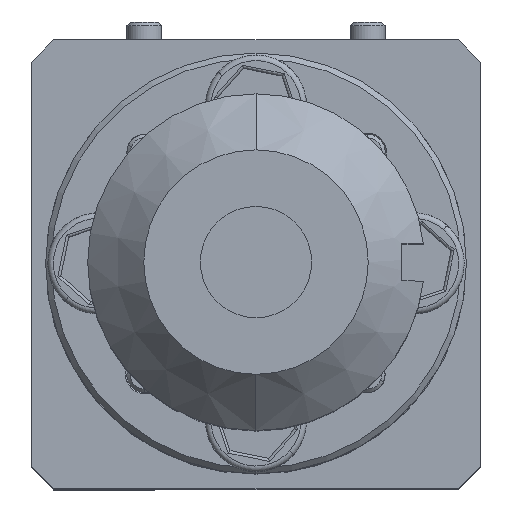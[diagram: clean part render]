
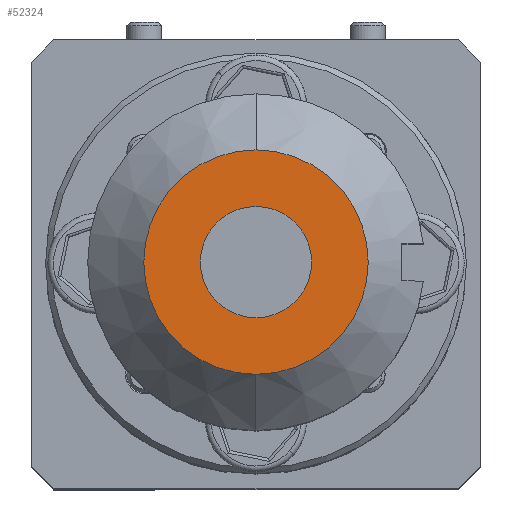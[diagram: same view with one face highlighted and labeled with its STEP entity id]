
A CAD part, top view. The second image highlights one B-rep face of the part: STEP entity #52324.
In plain terms, the highlighted planar face has unit normal (0, 0, 1).
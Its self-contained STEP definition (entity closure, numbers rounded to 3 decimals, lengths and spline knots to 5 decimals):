
#4317 = EDGE_LOOP ( 'NONE', ( #62217, #33768 ) ) ;
#7326 = CIRCLE ( 'NONE', #30119, 0.2 ) ;
#9608 = DIRECTION ( 'NONE',  ( 0., -1., 0. ) ) ;
#10153 = DIRECTION ( 'NONE',  ( 0., -1., 0. ) ) ;
#10543 = AXIS2_PLACEMENT_3D ( 'NONE', #15449, #45979, #55872 ) ;
#12334 = DIRECTION ( 'NONE',  ( 0., 1., 0. ) ) ;
#14181 = EDGE_CURVE ( 'NONE', #19205, #42042, #15981, .T. ) ;
#15449 = CARTESIAN_POINT ( 'NONE',  ( 0., 1.10141, 2.71625 ) ) ;
#15981 = CIRCLE ( 'NONE', #57218, 0.2 ) ;
#16769 = DIRECTION ( 'NONE',  ( 0., 0., 1. ) ) ;
#17270 = CIRCLE ( 'NONE', #55216, 0.09921 ) ;
#18139 = DIRECTION ( 'NONE',  ( 0., 0., 1. ) ) ;
#18310 = ORIENTED_EDGE ( 'NONE', *, *, #40430, .T. ) ;
#18712 = CARTESIAN_POINT ( 'NONE',  ( 0., 0.90061, 2.71625 ) ) ;
#19205 = VERTEX_POINT ( 'NONE', #44325 ) ;
#19260 = CARTESIAN_POINT ( 'NONE',  ( 0., 0.60141, 2.71625 ) ) ;
#23608 = VERTEX_POINT ( 'NONE', #28952 ) ;
#27758 = AXIS2_PLACEMENT_3D ( 'NONE', #35952, #56673, #10153 ) ;
#28952 = CARTESIAN_POINT ( 'NONE',  ( 0., 0.7022, 2.71625 ) ) ;
#29693 = FACE_OUTER_BOUND ( 'NONE', #4317, .T. ) ;
#30119 = AXIS2_PLACEMENT_3D ( 'NONE', #34754, #18139, #34097 ) ;
#31041 = CIRCLE ( 'NONE', #27758, 0.09921 ) ;
#33768 = ORIENTED_EDGE ( 'NONE', *, *, #14181, .T. ) ;
#34097 = DIRECTION ( 'NONE',  ( 0., 1., 0. ) ) ;
#34754 = CARTESIAN_POINT ( 'NONE',  ( 0., 0.80141, 2.71625 ) ) ;
#35295 = ORIENTED_EDGE ( 'NONE', *, *, #66598, .T. ) ;
#35408 = CARTESIAN_POINT ( 'NONE',  ( 0., 0.80141, 2.71625 ) ) ;
#35952 = CARTESIAN_POINT ( 'NONE',  ( 0., 0.80141, 2.71625 ) ) ;
#40430 = EDGE_CURVE ( 'NONE', #23608, #45176, #31041, .T. ) ;
#42042 = VERTEX_POINT ( 'NONE', #19260 ) ;
#43408 = EDGE_LOOP ( 'NONE', ( #18310, #35295 ) ) ;
#44325 = CARTESIAN_POINT ( 'NONE',  ( 0., 1.00141, 2.71625 ) ) ;
#45176 = VERTEX_POINT ( 'NONE', #18712 ) ;
#45627 = PLANE ( 'NONE',  #10543 ) ;
#45979 = DIRECTION ( 'NONE',  ( 0., 0., 1. ) ) ;
#51079 = FACE_BOUND ( 'NONE', #43408, .T. ) ;
#52324 = ADVANCED_FACE ( 'NONE', ( #29693, #51079 ), #45627, .T. ) ;
#53058 = CARTESIAN_POINT ( 'NONE',  ( 0., 0.80141, 2.71625 ) ) ;
#55216 = AXIS2_PLACEMENT_3D ( 'NONE', #35408, #65964, #9608 ) ;
#55872 = DIRECTION ( 'NONE',  ( 0., 1., 0. ) ) ;
#56049 = EDGE_CURVE ( 'NONE', #42042, #19205, #7326, .T. ) ;
#56673 = DIRECTION ( 'NONE',  ( 0., 0., -1. ) ) ;
#57218 = AXIS2_PLACEMENT_3D ( 'NONE', #53058, #16769, #12334 ) ;
#62217 = ORIENTED_EDGE ( 'NONE', *, *, #56049, .T. ) ;
#65964 = DIRECTION ( 'NONE',  ( 0., 0., -1. ) ) ;
#66598 = EDGE_CURVE ( 'NONE', #45176, #23608, #17270, .T. ) ;
